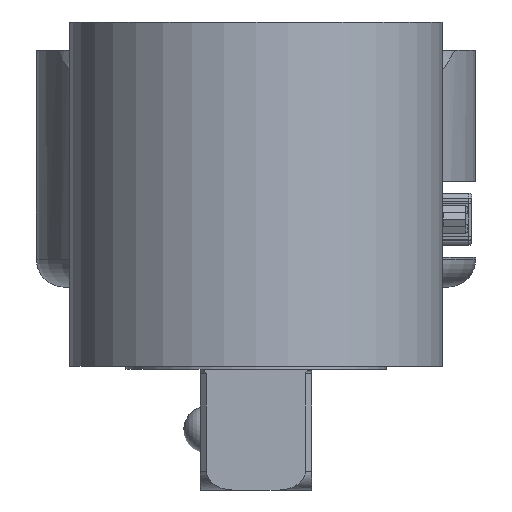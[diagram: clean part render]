
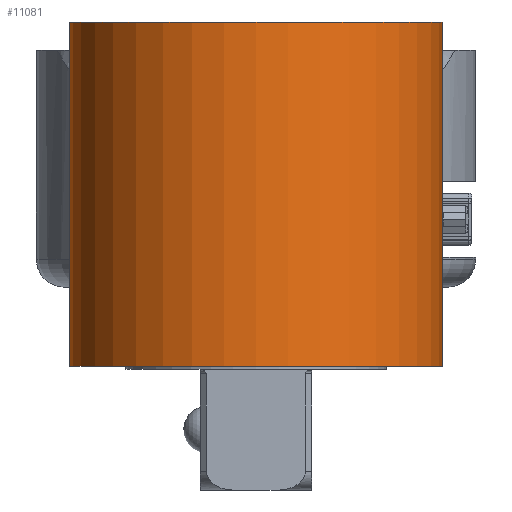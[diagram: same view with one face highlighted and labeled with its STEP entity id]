
A CAD part, left-side view. The second image highlights one B-rep face of the part: STEP entity #11081.
In plain terms, the highlighted cylindrical face has radius 31.75 mm (diameter 63.5 mm), a partial arc.
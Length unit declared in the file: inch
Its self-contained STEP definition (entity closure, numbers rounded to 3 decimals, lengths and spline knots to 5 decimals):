
#10996=CARTESIAN_POINT('',(147.49656,109.19188,16.79215));
#10997=VERTEX_POINT('',#10996);
#10998=CARTESIAN_POINT('',(147.49656,111.69188,16.79215));
#10999=VERTEX_POINT('',#10998);
#11000=CARTESIAN_POINT('',(147.49656,110.44188,16.79215));
#11001=DIRECTION('',(0.0,0.0,-1.0));
#11002=DIRECTION('',(-1.0,0.0,0.0));
#11003=AXIS2_PLACEMENT_3D('',#11000,#11001,#11002);
#11004=CIRCLE('',#11003,1.25);
#11005=EDGE_CURVE('',#10997,#10999,#11004,.T.);
#11050=CARTESIAN_POINT('',(147.49656,110.44188,16.79215));
#11051=DIRECTION('',(0.,0.,1.0));
#11052=DIRECTION('',(-1.0,0.0,0.0));
#11053=AXIS2_PLACEMENT_3D('',#11050,#11051,#11052);
#11054=CYLINDRICAL_SURFACE('',#11053,1.25);
#11055=CARTESIAN_POINT('',(147.49656,109.19188,19.10215));
#11056=VERTEX_POINT('',#11055);
#11057=CARTESIAN_POINT('',(147.49656,109.19188,16.79215));
#11058=DIRECTION('',(0.0,0.0,1.0));
#11059=VECTOR('',#11058,2.31);
#11060=LINE('',#11057,#11059);
#11061=EDGE_CURVE('',#10997,#11056,#11060,.T.);
#11062=ORIENTED_EDGE('',*,*,#11061,.T.);
#11063=CARTESIAN_POINT('',(147.49656,111.69188,19.10215));
#11064=VERTEX_POINT('',#11063);
#11065=CARTESIAN_POINT('',(147.49656,110.44188,19.10215));
#11066=DIRECTION('',(0.0,0.0,-1.0));
#11067=DIRECTION('',(-1.0,0.0,0.0));
#11068=AXIS2_PLACEMENT_3D('',#11065,#11066,#11067);
#11069=CIRCLE('',#11068,1.25);
#11070=EDGE_CURVE('',#11056,#11064,#11069,.T.);
#11071=ORIENTED_EDGE('',*,*,#11070,.T.);
#11072=CARTESIAN_POINT('',(147.49656,111.69188,19.10215));
#11073=DIRECTION('',(0.0,0.0,-1.0));
#11074=VECTOR('',#11073,2.31);
#11075=LINE('',#11072,#11074);
#11076=EDGE_CURVE('',#11064,#10999,#11075,.T.);
#11077=ORIENTED_EDGE('',*,*,#11076,.T.);
#11078=ORIENTED_EDGE('',*,*,#11005,.F.);
#11079=EDGE_LOOP('',(#11062,#11071,#11077,#11078));
#11080=FACE_OUTER_BOUND('',#11079,.T.);
#11081=ADVANCED_FACE('',(#11080),#11054,.T.);
